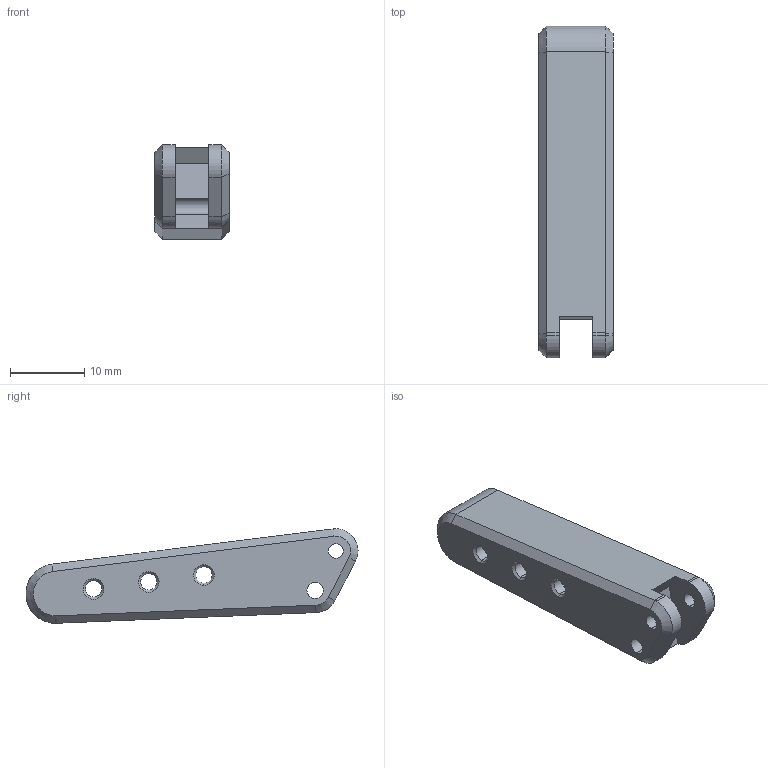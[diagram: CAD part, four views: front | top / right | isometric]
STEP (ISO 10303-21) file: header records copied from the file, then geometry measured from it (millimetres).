
FILE_DESCRIPTION (( 'STEP AP214' ), '1' );
FILE_NAME ('2.硌潑賦凳.STEP', '2025-11-13T16:25:05', ( '' ), ( '' ), 'SwSTEP 2.0', 'SolidWorks 2025', '' );
FILE_SCHEMA (( 'AUTOMOTIVE_DESIGN' ));
Length unit declared in the file: millimetre
Products named in the file (1): 2.指尖结构
Bounding box: 10 x 44.79 x 12.75 mm (x, y, z)
Volume: 3566.5 mm3; surface area: 2007.5 mm2
Topology: 1 solids, 1 shells, 55 faces, 140 edges, 85 vertices
Faces by surface type: cone 20, cylinder 18, plane 17
Entity records: 1708 total; most frequent: DIRECTION 315, CARTESIAN_POINT 281, ORIENTED_EDGE 280, EDGE_CURVE 140, AXIS2_PLACEMENT_3D 119, VERTEX_POINT 85, VECTOR 77, LINE 77
